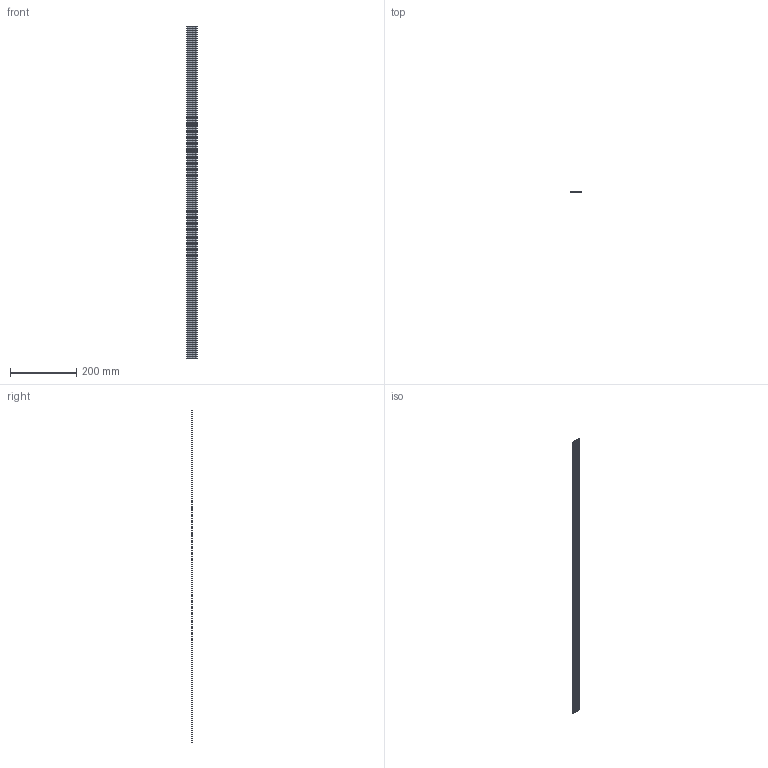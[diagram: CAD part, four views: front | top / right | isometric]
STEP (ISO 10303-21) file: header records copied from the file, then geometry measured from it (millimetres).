
FILE_DESCRIPTION(/* description */ ('Alibre Inc.'),/* implementation_level */ '2;1');
FILE_NAME(/* name */ 'export-6E482AAB-895C-44E2-8D08-44DC4A868C06',/* time_stamp */ '2019-09-30T20:18:32+02:00',/* author */ (''),/* organization */ (''),/* preprocessor_version */ 'ST-DEVELOPER v17',/* originating_system */ 'Alibre',/* authorisation */ '');
FILE_SCHEMA (('AUTOMOTIVE_DESIGN'));
Length unit declared in the file: centimetre
Bounding box: 33.01 x 0.9 x 1000 mm (x, y, z)
Volume: 18118.7 mm3; surface area: 108459.3 mm2
Topology: 1 solids, 1 shells, 336 faces, 1002 edges, 668 vertices
Faces by surface type: cylinder 232, plane 104
Full cylindrical faces by diameter (mm): 0.4 x25, 0.6 x1
Entity records: 11395 total; most frequent: DIRECTION 2008, CARTESIAN_POINT 1980, ORIENTED_EDGE 1952, EDGE_CURVE 976, AXIS2_PLACEMENT_3D 800, VERTEX_POINT 668, VECTOR 512, LINE 512
